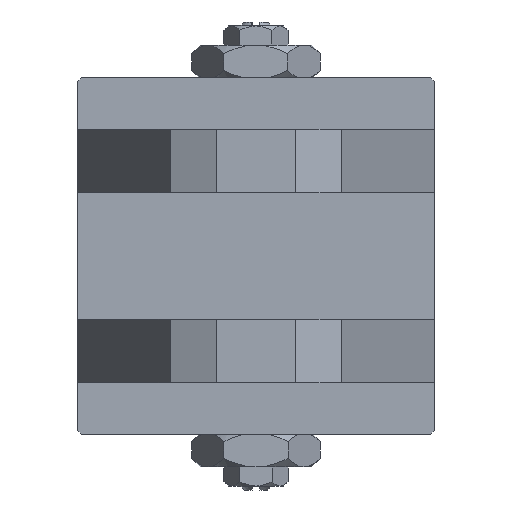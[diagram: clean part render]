
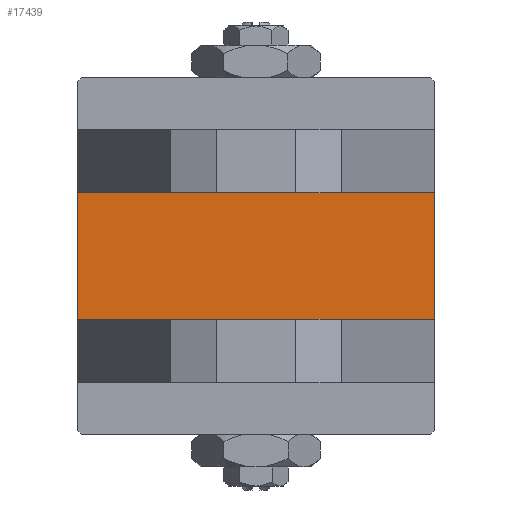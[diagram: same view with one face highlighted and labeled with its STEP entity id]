
A CAD part, left-side view. The second image highlights one B-rep face of the part: STEP entity #17439.
In plain terms, the highlighted planar face has unit normal (-1, 0, 0).
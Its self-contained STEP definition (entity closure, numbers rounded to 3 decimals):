
#2014 = CARTESIAN_POINT ( 'NONE',  ( 0., 8., -22.5 ) ) ;
#2518 = VERTEX_POINT ( 'NONE', #2014 ) ;
#2707 = EDGE_CURVE ( 'NONE', #10164, #9825, #28737, .T. ) ;
#4679 = ORIENTED_EDGE ( 'NONE', *, *, #42212, .T. ) ;
#5859 = FACE_OUTER_BOUND ( 'NONE', #11795, .T. ) ;
#6669 = DIRECTION ( 'NONE',  ( 0., -1., 0. ) ) ;
#7043 = CARTESIAN_POINT ( 'NONE',  ( 0., -8., 22.5 ) ) ;
#9825 = VERTEX_POINT ( 'NONE', #7043 ) ;
#10164 = VERTEX_POINT ( 'NONE', #22460 ) ;
#11413 = VECTOR ( 'NONE', #6669, 1000. ) ;
#11690 = AXIS2_PLACEMENT_3D ( 'NONE', #18182, #22372, #17918 ) ;
#11795 = EDGE_LOOP ( 'NONE', ( #4679, #18891, #15106, #36262 ) ) ;
#13437 = DIRECTION ( 'NONE',  ( 0., 0., -1. ) ) ;
#14682 = VECTOR ( 'NONE', #13437, 1000. ) ;
#15064 = CARTESIAN_POINT ( 'NONE',  ( 0., 22.5, -22.5 ) ) ;
#15106 = ORIENTED_EDGE ( 'NONE', *, *, #2707, .F. ) ;
#15582 = LINE ( 'NONE', #15850, #34055 ) ;
#15850 = CARTESIAN_POINT ( 'NONE',  ( 0., -8., 22.5 ) ) ;
#17439 = ADVANCED_FACE ( 'NONE', ( #5859 ), #31041, .T. ) ;
#17633 = CARTESIAN_POINT ( 'NONE',  ( 0., 8., 22.5 ) ) ;
#17918 = DIRECTION ( 'NONE',  ( 0., 0., 1. ) ) ;
#18182 = CARTESIAN_POINT ( 'NONE',  ( 0., 0., 0. ) ) ;
#18891 = ORIENTED_EDGE ( 'NONE', *, *, #33021, .F. ) ;
#22372 = DIRECTION ( 'NONE',  ( -1., 0., 0. ) ) ;
#22460 = CARTESIAN_POINT ( 'NONE',  ( 0., 8., 22.5 ) ) ;
#23704 = LINE ( 'NONE', #15064, #11413 ) ;
#25783 = LINE ( 'NONE', #17633, #14682 ) ;
#28737 = LINE ( 'NONE', #44747, #43227 ) ;
#31041 = PLANE ( 'NONE',  #11690 ) ;
#33021 = EDGE_CURVE ( 'NONE', #9825, #34821, #15582, .T. ) ;
#33855 = CARTESIAN_POINT ( 'NONE',  ( 0., -8., -22.5 ) ) ;
#34055 = VECTOR ( 'NONE', #47600, 1000. ) ;
#34821 = VERTEX_POINT ( 'NONE', #33855 ) ;
#36262 = ORIENTED_EDGE ( 'NONE', *, *, #39246, .T. ) ;
#39246 = EDGE_CURVE ( 'NONE', #10164, #2518, #25783, .T. ) ;
#41322 = DIRECTION ( 'NONE',  ( 0., -1., 0. ) ) ;
#42212 = EDGE_CURVE ( 'NONE', #2518, #34821, #23704, .T. ) ;
#43227 = VECTOR ( 'NONE', #41322, 1000. ) ;
#44747 = CARTESIAN_POINT ( 'NONE',  ( 0., 22.5, 22.5 ) ) ;
#47600 = DIRECTION ( 'NONE',  ( 0., 0., -1. ) ) ;
